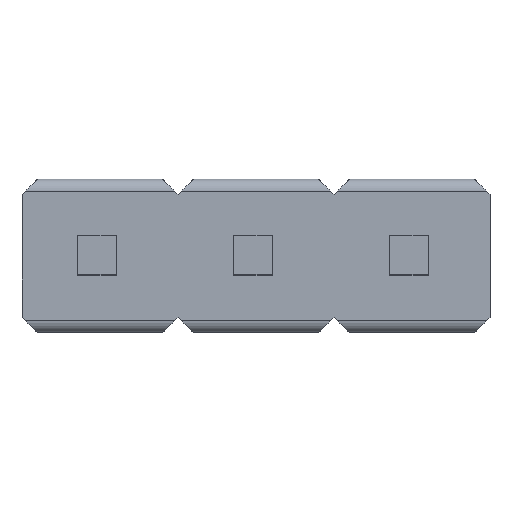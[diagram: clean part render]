
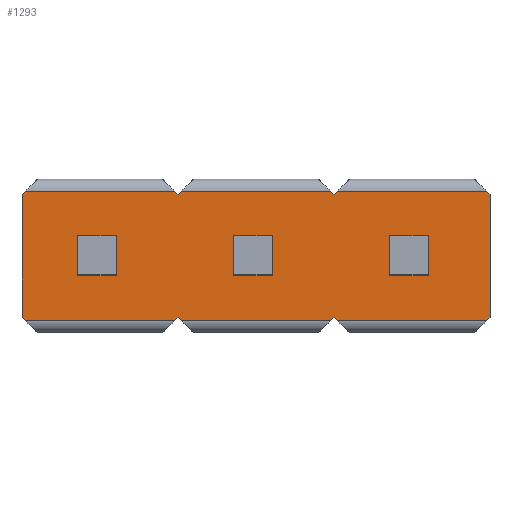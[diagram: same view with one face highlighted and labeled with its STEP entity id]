
A CAD part, top view. The second image highlights one B-rep face of the part: STEP entity #1293.
In plain terms, the highlighted planar face has unit normal (0, 0, 1).
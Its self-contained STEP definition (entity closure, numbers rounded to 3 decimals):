
#138=DIRECTION('',(0.,-1.,0.));
#139=VECTOR('',#138,2.);
#140=CARTESIAN_POINT('',(-3.81,1.,0.));
#141=LINE('',#140,#139);
#262=CARTESIAN_POINT('',(1.32,-1.05,0.));
#271=DIRECTION('',(1.,0.,0.));
#272=VECTOR('',#271,2.44);
#273=CARTESIAN_POINT('',(1.32,-1.05,0.));
#274=LINE('',#273,#272);
#284=CARTESIAN_POINT('',(-1.22,-1.05,0.));
#293=DIRECTION('',(1.,0.,0.));
#294=VECTOR('',#293,2.44);
#295=CARTESIAN_POINT('',(-1.22,-1.05,0.));
#296=LINE('',#295,#294);
#297=CARTESIAN_POINT('',(1.22,-1.05,0.));
#306=CARTESIAN_POINT('',(-1.32,-1.05,0.));
#324=DIRECTION('',(1.,0.,0.));
#325=VECTOR('',#324,2.44);
#326=CARTESIAN_POINT('',(-3.76,-1.05,0.));
#327=LINE('',#326,#325);
#368=DIRECTION('',(0.,-1.,0.));
#369=VECTOR('',#368,2.);
#370=CARTESIAN_POINT('',(3.81,1.,0.));
#371=LINE('',#370,#369);
#376=DIRECTION('',(0.707,-0.707,0.));
#377=VECTOR('',#376,0.071);
#378=CARTESIAN_POINT('',(-1.32,1.05,0.));
#379=LINE('',#378,#377);
#380=DIRECTION('',(-0.707,-0.707,0.));
#381=VECTOR('',#380,0.071);
#382=CARTESIAN_POINT('',(-1.22,1.05,0.));
#383=LINE('',#382,#381);
#384=DIRECTION('',(1.,0.,0.));
#385=VECTOR('',#384,2.44);
#386=CARTESIAN_POINT('',(-1.22,1.05,0.));
#387=LINE('',#386,#385);
#388=DIRECTION('',(0.707,-0.707,0.));
#389=VECTOR('',#388,0.071);
#390=CARTESIAN_POINT('',(1.22,1.05,0.));
#391=LINE('',#390,#389);
#392=DIRECTION('',(-0.707,-0.707,0.));
#393=VECTOR('',#392,0.071);
#394=CARTESIAN_POINT('',(1.32,1.05,0.));
#395=LINE('',#394,#393);
#396=DIRECTION('',(1.,0.,0.));
#397=VECTOR('',#396,2.44);
#398=CARTESIAN_POINT('',(1.32,1.05,0.));
#399=LINE('',#398,#397);
#400=DIRECTION('',(0.707,-0.707,0.));
#401=VECTOR('',#400,0.071);
#402=CARTESIAN_POINT('',(3.76,1.05,0.));
#403=LINE('',#402,#401);
#404=DIRECTION('',(0.707,0.707,0.));
#405=VECTOR('',#404,0.071);
#406=CARTESIAN_POINT('',(3.76,-1.05,0.));
#407=LINE('',#406,#405);
#408=DIRECTION('',(-0.707,0.707,0.));
#409=VECTOR('',#408,0.071);
#410=CARTESIAN_POINT('',(1.32,-1.05,0.));
#411=LINE('',#410,#409);
#412=DIRECTION('',(0.707,0.707,0.));
#413=VECTOR('',#412,0.071);
#414=CARTESIAN_POINT('',(1.22,-1.05,0.));
#415=LINE('',#414,#413);
#416=DIRECTION('',(-0.707,0.707,0.));
#417=VECTOR('',#416,0.071);
#418=CARTESIAN_POINT('',(-1.22,-1.05,0.));
#419=LINE('',#418,#417);
#420=DIRECTION('',(0.707,0.707,0.));
#421=VECTOR('',#420,0.071);
#422=CARTESIAN_POINT('',(-1.32,-1.05,0.));
#423=LINE('',#422,#421);
#424=DIRECTION('',(-0.707,0.707,0.));
#425=VECTOR('',#424,0.071);
#426=CARTESIAN_POINT('',(-3.76,-1.05,0.));
#427=LINE('',#426,#425);
#428=DIRECTION('',(-0.707,-0.707,0.));
#429=VECTOR('',#428,0.071);
#430=CARTESIAN_POINT('',(-3.76,1.05,0.));
#431=LINE('',#430,#429);
#432=DIRECTION('',(1.,0.,0.));
#433=VECTOR('',#432,2.44);
#434=CARTESIAN_POINT('',(-3.76,1.05,0.));
#435=LINE('',#434,#433);
#436=DIRECTION('',(1.,0.,0.));
#437=VECTOR('',#436,0.63);
#438=CARTESIAN_POINT('',(-2.905,-0.315,0.));
#439=LINE('',#438,#437);
#440=DIRECTION('',(0.,1.,0.));
#441=VECTOR('',#440,0.63);
#442=CARTESIAN_POINT('',(-2.275,-0.315,0.));
#443=LINE('',#442,#441);
#444=DIRECTION('',(1.,0.,0.));
#445=VECTOR('',#444,0.63);
#446=CARTESIAN_POINT('',(-2.905,0.315,0.));
#447=LINE('',#446,#445);
#448=DIRECTION('',(0.,1.,0.));
#449=VECTOR('',#448,0.63);
#450=CARTESIAN_POINT('',(-2.905,-0.315,0.));
#451=LINE('',#450,#449);
#452=DIRECTION('',(1.,0.,0.));
#453=VECTOR('',#452,0.63);
#454=CARTESIAN_POINT('',(-0.365,-0.315,0.));
#455=LINE('',#454,#453);
#456=DIRECTION('',(0.,1.,0.));
#457=VECTOR('',#456,0.63);
#458=CARTESIAN_POINT('',(0.265,-0.315,0.));
#459=LINE('',#458,#457);
#460=DIRECTION('',(1.,0.,0.));
#461=VECTOR('',#460,0.63);
#462=CARTESIAN_POINT('',(-0.365,0.315,0.));
#463=LINE('',#462,#461);
#464=DIRECTION('',(0.,1.,0.));
#465=VECTOR('',#464,0.63);
#466=CARTESIAN_POINT('',(-0.365,-0.315,0.));
#467=LINE('',#466,#465);
#468=DIRECTION('',(1.,0.,0.));
#469=VECTOR('',#468,0.63);
#470=CARTESIAN_POINT('',(2.175,-0.315,0.));
#471=LINE('',#470,#469);
#472=DIRECTION('',(0.,1.,0.));
#473=VECTOR('',#472,0.63);
#474=CARTESIAN_POINT('',(2.805,-0.315,0.));
#475=LINE('',#474,#473);
#476=DIRECTION('',(1.,0.,0.));
#477=VECTOR('',#476,0.63);
#478=CARTESIAN_POINT('',(2.175,0.315,0.));
#479=LINE('',#478,#477);
#480=DIRECTION('',(0.,1.,0.));
#481=VECTOR('',#480,0.63);
#482=CARTESIAN_POINT('',(2.175,-0.315,0.));
#483=LINE('',#482,#481);
#531=CARTESIAN_POINT('',(1.32,1.05,0.));
#553=CARTESIAN_POINT('',(-1.32,1.05,0.));
#575=CARTESIAN_POINT('',(-1.22,1.05,0.));
#588=CARTESIAN_POINT('',(1.22,1.05,0.));
#810=CARTESIAN_POINT('',(-2.905,-0.315,0.));
#811=CARTESIAN_POINT('',(-2.275,-0.315,0.));
#812=VERTEX_POINT('',#810);
#813=VERTEX_POINT('',#811);
#814=CARTESIAN_POINT('',(-2.905,0.315,0.));
#815=CARTESIAN_POINT('',(-2.275,0.315,0.));
#816=VERTEX_POINT('',#814);
#817=VERTEX_POINT('',#815);
#842=CARTESIAN_POINT('',(-0.365,-0.315,0.));
#843=CARTESIAN_POINT('',(0.265,-0.315,0.));
#844=VERTEX_POINT('',#842);
#845=VERTEX_POINT('',#843);
#846=CARTESIAN_POINT('',(-0.365,0.315,0.));
#847=CARTESIAN_POINT('',(0.265,0.315,0.));
#848=VERTEX_POINT('',#846);
#849=VERTEX_POINT('',#847);
#874=CARTESIAN_POINT('',(2.175,-0.315,0.));
#875=CARTESIAN_POINT('',(2.805,-0.315,0.));
#876=VERTEX_POINT('',#874);
#877=VERTEX_POINT('',#875);
#878=CARTESIAN_POINT('',(2.175,0.315,0.));
#879=CARTESIAN_POINT('',(2.805,0.315,0.));
#880=VERTEX_POINT('',#878);
#881=VERTEX_POINT('',#879);
#890=CARTESIAN_POINT('',(-3.81,1.,0.));
#891=CARTESIAN_POINT('',(-3.81,-1.,0.));
#892=VERTEX_POINT('',#890);
#893=VERTEX_POINT('',#891);
#894=CARTESIAN_POINT('',(3.81,1.,0.));
#895=CARTESIAN_POINT('',(3.81,-1.,0.));
#896=VERTEX_POINT('',#894);
#897=VERTEX_POINT('',#895);
#898=VERTEX_POINT('',#262);
#900=VERTEX_POINT('',#297);
#916=VERTEX_POINT('',#588);
#917=VERTEX_POINT('',#531);
#918=CARTESIAN_POINT('',(1.27,1.,0.));
#919=VERTEX_POINT('',#918);
#920=CARTESIAN_POINT('',(1.27,-1.,0.));
#921=VERTEX_POINT('',#920);
#922=CARTESIAN_POINT('',(3.76,-1.05,0.));
#923=VERTEX_POINT('',#922);
#932=CARTESIAN_POINT('',(3.76,1.05,0.));
#933=VERTEX_POINT('',#932);
#936=VERTEX_POINT('',#284);
#938=VERTEX_POINT('',#306);
#954=VERTEX_POINT('',#553);
#955=VERTEX_POINT('',#575);
#956=CARTESIAN_POINT('',(-1.27,1.,0.));
#957=VERTEX_POINT('',#956);
#958=CARTESIAN_POINT('',(-1.27,-1.,0.));
#959=VERTEX_POINT('',#958);
#960=CARTESIAN_POINT('',(-3.76,-1.05,0.));
#961=VERTEX_POINT('',#960);
#970=CARTESIAN_POINT('',(-3.76,1.05,0.));
#971=VERTEX_POINT('',#970);
#1224=CARTESIAN_POINT('',(-3.81,1.05,0.));
#1225=DIRECTION('',(0.,0.,1.));
#1226=DIRECTION('',(0.,-1.,0.));
#1227=AXIS2_PLACEMENT_3D('',#1224,#1225,#1226);
#1228=PLANE('',#1227);
#1230=ORIENTED_EDGE('',*,*,#1229,.T.);
#1232=ORIENTED_EDGE('',*,*,#1231,.F.);
#1234=ORIENTED_EDGE('',*,*,#1233,.T.);
#1236=ORIENTED_EDGE('',*,*,#1235,.T.);
#1238=ORIENTED_EDGE('',*,*,#1237,.F.);
#1240=ORIENTED_EDGE('',*,*,#1239,.T.);
#1242=ORIENTED_EDGE('',*,*,#1241,.T.);
#1243=ORIENTED_EDGE('',*,*,#1217,.T.);
#1244=ORIENTED_EDGE('',*,*,#1205,.F.);
#1245=ORIENTED_EDGE('',*,*,#1099,.F.);
#1246=ORIENTED_EDGE('',*,*,#1150,.T.);
#1248=ORIENTED_EDGE('',*,*,#1247,.F.);
#1249=ORIENTED_EDGE('',*,*,#1114,.F.);
#1250=ORIENTED_EDGE('',*,*,#1087,.T.);
#1252=ORIENTED_EDGE('',*,*,#1251,.F.);
#1253=ORIENTED_EDGE('',*,*,#1134,.F.);
#1255=ORIENTED_EDGE('',*,*,#1254,.T.);
#1256=ORIENTED_EDGE('',*,*,#991,.F.);
#1258=ORIENTED_EDGE('',*,*,#1257,.F.);
#1260=ORIENTED_EDGE('',*,*,#1259,.T.);
#1261=EDGE_LOOP('',(#1230,#1232,#1234,#1236,#1238,#1240,#1242,#1243,#1244,#1245,
#1246,#1248,#1249,#1250,#1252,#1253,#1255,#1256,#1258,#1260));
#1262=FACE_OUTER_BOUND('',#1261,.F.);
#1264=ORIENTED_EDGE('',*,*,#1263,.T.);
#1266=ORIENTED_EDGE('',*,*,#1265,.T.);
#1268=ORIENTED_EDGE('',*,*,#1267,.F.);
#1270=ORIENTED_EDGE('',*,*,#1269,.F.);
#1271=EDGE_LOOP('',(#1264,#1266,#1268,#1270));
#1272=FACE_BOUND('',#1271,.F.);
#1274=ORIENTED_EDGE('',*,*,#1273,.T.);
#1276=ORIENTED_EDGE('',*,*,#1275,.T.);
#1278=ORIENTED_EDGE('',*,*,#1277,.F.);
#1280=ORIENTED_EDGE('',*,*,#1279,.F.);
#1281=EDGE_LOOP('',(#1274,#1276,#1278,#1280));
#1282=FACE_BOUND('',#1281,.F.);
#1284=ORIENTED_EDGE('',*,*,#1283,.T.);
#1286=ORIENTED_EDGE('',*,*,#1285,.T.);
#1288=ORIENTED_EDGE('',*,*,#1287,.F.);
#1290=ORIENTED_EDGE('',*,*,#1289,.F.);
#1291=EDGE_LOOP('',(#1284,#1286,#1288,#1290));
#1292=FACE_BOUND('',#1291,.F.);
#991=EDGE_CURVE('',#892,#893,#141,.T.);
#1087=EDGE_CURVE('',#936,#959,#419,.T.);
#1099=EDGE_CURVE('',#898,#923,#274,.T.);
#1114=EDGE_CURVE('',#936,#900,#296,.T.);
#1134=EDGE_CURVE('',#961,#938,#327,.T.);
#1150=EDGE_CURVE('',#898,#921,#411,.T.);
#1205=EDGE_CURVE('',#923,#897,#407,.T.);
#1217=EDGE_CURVE('',#896,#897,#371,.T.);
#1229=EDGE_CURVE('',#954,#957,#379,.T.);
#1231=EDGE_CURVE('',#955,#957,#383,.T.);
#1233=EDGE_CURVE('',#955,#916,#387,.T.);
#1235=EDGE_CURVE('',#916,#919,#391,.T.);
#1237=EDGE_CURVE('',#917,#919,#395,.T.);
#1239=EDGE_CURVE('',#917,#933,#399,.T.);
#1241=EDGE_CURVE('',#933,#896,#403,.T.);
#1247=EDGE_CURVE('',#900,#921,#415,.T.);
#1251=EDGE_CURVE('',#938,#959,#423,.T.);
#1254=EDGE_CURVE('',#961,#893,#427,.T.);
#1257=EDGE_CURVE('',#971,#892,#431,.T.);
#1259=EDGE_CURVE('',#971,#954,#435,.T.);
#1263=EDGE_CURVE('',#812,#813,#439,.T.);
#1265=EDGE_CURVE('',#813,#817,#443,.T.);
#1267=EDGE_CURVE('',#816,#817,#447,.T.);
#1269=EDGE_CURVE('',#812,#816,#451,.T.);
#1273=EDGE_CURVE('',#844,#845,#455,.T.);
#1275=EDGE_CURVE('',#845,#849,#459,.T.);
#1277=EDGE_CURVE('',#848,#849,#463,.T.);
#1279=EDGE_CURVE('',#844,#848,#467,.T.);
#1283=EDGE_CURVE('',#876,#877,#471,.T.);
#1285=EDGE_CURVE('',#877,#881,#475,.T.);
#1287=EDGE_CURVE('',#880,#881,#479,.T.);
#1289=EDGE_CURVE('',#876,#880,#483,.T.);
#1293=ADVANCED_FACE('',(#1262,#1272,#1282,#1292),#1228,.T.);
